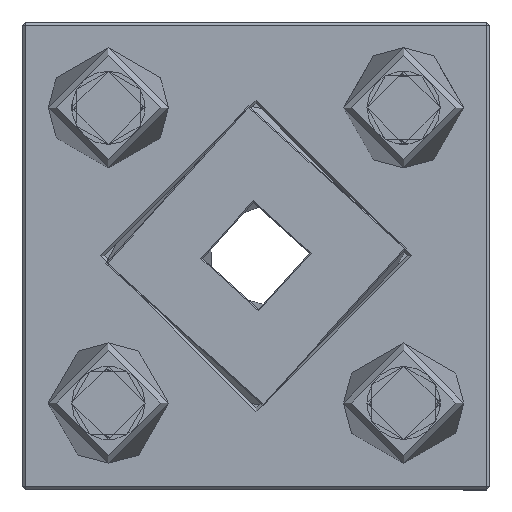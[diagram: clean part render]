
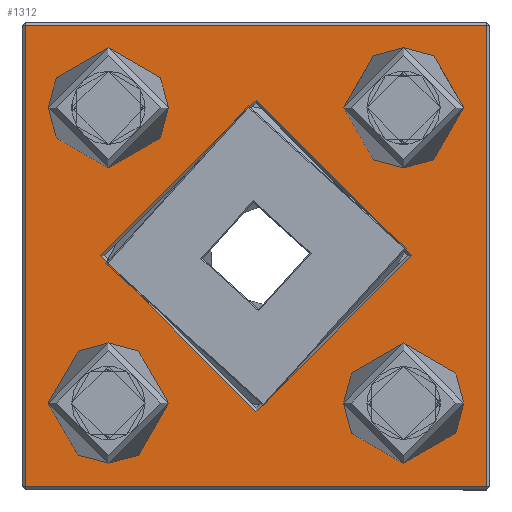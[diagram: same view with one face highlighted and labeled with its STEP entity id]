
A CAD part, top view. The second image highlights one B-rep face of the part: STEP entity #1312.
In plain terms, the highlighted face is planar.
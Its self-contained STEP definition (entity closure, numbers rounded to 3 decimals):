
#1312 = ADVANCED_FACE('',(#1313,#1324,#1358,#1369,#1380,#1391),#1402,.T.
  );
#1313 = FACE_BOUND('',#1314,.T.);
#1314 = EDGE_LOOP('',(#1315));
#1315 = ORIENTED_EDGE('',*,*,#1316,.T.);
#1316 = EDGE_CURVE('',#1317,#1317,#1319,.T.);
#1317 = VERTEX_POINT('',#1318);
#1318 = CARTESIAN_POINT('',(-46.5,0.,0.));
#1319 = CIRCLE('',#1320,46.5);
#1320 = AXIS2_PLACEMENT_3D('',#1321,#1322,#1323);
#1321 = CARTESIAN_POINT('',(0.,0.,0.));
#1322 = DIRECTION('',(0.,0.,1.));
#1323 = DIRECTION('',(-1.,0.,0.));
#1324 = FACE_BOUND('',#1325,.T.);
#1325 = EDGE_LOOP('',(#1326,#1336,#1344,#1352));
#1326 = ORIENTED_EDGE('',*,*,#1327,.T.);
#1327 = EDGE_CURVE('',#1328,#1330,#1332,.T.);
#1328 = VERTEX_POINT('',#1329);
#1329 = CARTESIAN_POINT('',(69.,-69.,0.));
#1330 = VERTEX_POINT('',#1331);
#1331 = CARTESIAN_POINT('',(-69.,-69.,0.));
#1332 = LINE('',#1333,#1334);
#1333 = CARTESIAN_POINT('',(0.,-69.,0.));
#1334 = VECTOR('',#1335,1.);
#1335 = DIRECTION('',(-1.,0.,0.));
#1336 = ORIENTED_EDGE('',*,*,#1337,.T.);
#1337 = EDGE_CURVE('',#1330,#1338,#1340,.T.);
#1338 = VERTEX_POINT('',#1339);
#1339 = CARTESIAN_POINT('',(-69.,69.,0.));
#1340 = LINE('',#1341,#1342);
#1341 = CARTESIAN_POINT('',(-69.,0.,0.));
#1342 = VECTOR('',#1343,1.);
#1343 = DIRECTION('',(0.,1.,0.));
#1344 = ORIENTED_EDGE('',*,*,#1345,.T.);
#1345 = EDGE_CURVE('',#1338,#1346,#1348,.T.);
#1346 = VERTEX_POINT('',#1347);
#1347 = CARTESIAN_POINT('',(69.,69.,0.));
#1348 = LINE('',#1349,#1350);
#1349 = CARTESIAN_POINT('',(0.,69.,0.));
#1350 = VECTOR('',#1351,1.);
#1351 = DIRECTION('',(1.,0.,0.));
#1352 = ORIENTED_EDGE('',*,*,#1353,.T.);
#1353 = EDGE_CURVE('',#1346,#1328,#1354,.T.);
#1354 = LINE('',#1355,#1356);
#1355 = CARTESIAN_POINT('',(69.,0.,0.));
#1356 = VECTOR('',#1357,1.);
#1357 = DIRECTION('',(0.,-1.,0.));
#1358 = FACE_BOUND('',#1359,.T.);
#1359 = EDGE_LOOP('',(#1360));
#1360 = ORIENTED_EDGE('',*,*,#1361,.T.);
#1361 = EDGE_CURVE('',#1362,#1362,#1364,.T.);
#1362 = VERTEX_POINT('',#1363);
#1363 = CARTESIAN_POINT('',(-57.194,-44.194,0.));
#1364 = CIRCLE('',#1365,13.);
#1365 = AXIS2_PLACEMENT_3D('',#1366,#1367,#1368);
#1366 = CARTESIAN_POINT('',(-44.194,-44.194,0.));
#1367 = DIRECTION('',(0.,0.,1.));
#1368 = DIRECTION('',(-1.,0.,0.));
#1369 = FACE_BOUND('',#1370,.T.);
#1370 = EDGE_LOOP('',(#1371));
#1371 = ORIENTED_EDGE('',*,*,#1372,.T.);
#1372 = EDGE_CURVE('',#1373,#1373,#1375,.T.);
#1373 = VERTEX_POINT('',#1374);
#1374 = CARTESIAN_POINT('',(-57.194,44.194,0.));
#1375 = CIRCLE('',#1376,13.);
#1376 = AXIS2_PLACEMENT_3D('',#1377,#1378,#1379);
#1377 = CARTESIAN_POINT('',(-44.194,44.194,0.));
#1378 = DIRECTION('',(0.,0.,1.));
#1379 = DIRECTION('',(-1.,0.,0.));
#1380 = FACE_BOUND('',#1381,.T.);
#1381 = EDGE_LOOP('',(#1382));
#1382 = ORIENTED_EDGE('',*,*,#1383,.T.);
#1383 = EDGE_CURVE('',#1384,#1384,#1386,.T.);
#1384 = VERTEX_POINT('',#1385);
#1385 = CARTESIAN_POINT('',(31.194,44.194,0.));
#1386 = CIRCLE('',#1387,13.);
#1387 = AXIS2_PLACEMENT_3D('',#1388,#1389,#1390);
#1388 = CARTESIAN_POINT('',(44.194,44.194,0.));
#1389 = DIRECTION('',(0.,0.,1.));
#1390 = DIRECTION('',(-1.,0.,0.));
#1391 = FACE_BOUND('',#1392,.T.);
#1392 = EDGE_LOOP('',(#1393));
#1393 = ORIENTED_EDGE('',*,*,#1394,.T.);
#1394 = EDGE_CURVE('',#1395,#1395,#1397,.T.);
#1395 = VERTEX_POINT('',#1396);
#1396 = CARTESIAN_POINT('',(31.194,-44.194,0.));
#1397 = CIRCLE('',#1398,13.);
#1398 = AXIS2_PLACEMENT_3D('',#1399,#1400,#1401);
#1399 = CARTESIAN_POINT('',(44.194,-44.194,0.));
#1400 = DIRECTION('',(0.,0.,1.));
#1401 = DIRECTION('',(-1.,0.,0.));
#1402 = PLANE('',#1403);
#1403 = AXIS2_PLACEMENT_3D('',#1404,#1405,#1406);
#1404 = CARTESIAN_POINT('',(0.,0.,0.));
#1405 = DIRECTION('',(0.,0.,-1.));
#1406 = DIRECTION('',(-1.,0.,0.));
